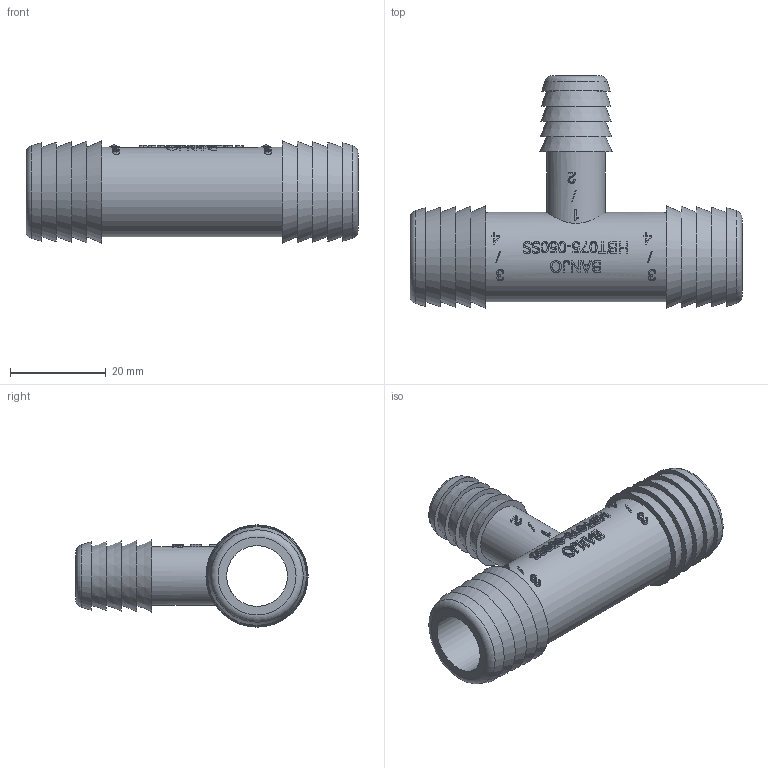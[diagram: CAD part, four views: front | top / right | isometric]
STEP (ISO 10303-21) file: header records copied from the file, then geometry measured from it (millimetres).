
FILE_DESCRIPTION(/* description */ ('3/4" x 1/2" Hose Barb Tee'),/* implementation_level */ '2;1');
FILE_NAME(/* name */ 'HBT075-050SS.stp',/* time_stamp */ '2017-08-23T14:27:53-04:00',/* author */ ('MJC'),/* organization */ (''),/* preprocessor_version */ 'ST-DEVELOPER v16.5',/* originating_system */ 'Autodesk Inventor 2017',/* authorisation */ '');
FILE_SCHEMA (('AUTOMOTIVE_DESIGN { 1 0 10303 214 3 1 1 }'));
Length unit declared in the file: inch
Products named in the file (1): HBT075-050SS
Bounding box: 69.44 x 48.6 x 21.39 mm (x, y, z)
Volume: 13707 mm3; surface area: 10385.7 mm2
Topology: 1 solids, 1 shells, 396 faces, 1026 edges, 683 vertices
Faces by surface type: plane 174, bspline 163, cylinder 41, cone 15, torus 3
Full cylindrical faces by diameter (mm): 7.62 x1, 12.304 x1, 12.7 x1, 18.654 x1
Entity records: 15069 total; most frequent: CARTESIAN_POINT 6346, ORIENTED_EDGE 1996, DIRECTION 1337, EDGE_CURVE 998, VERTEX_POINT 679, EDGE_LOOP 475, LINE 471, VECTOR 471
